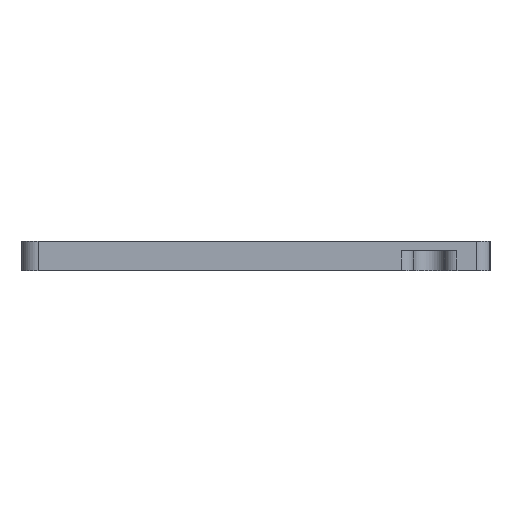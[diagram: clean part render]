
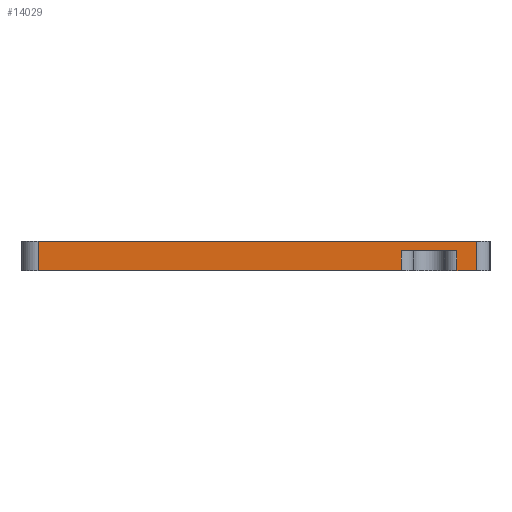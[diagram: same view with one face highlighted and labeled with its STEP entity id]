
A CAD part, left-side view. The second image highlights one B-rep face of the part: STEP entity #14029.
In plain terms, the highlighted planar face has unit normal (-1, 0, 0).
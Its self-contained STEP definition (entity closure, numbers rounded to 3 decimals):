
#90=PLANE('',#14780);
#417=FACE_OUTER_BOUND('',#1152,.T.);
#1152=EDGE_LOOP('',(#9219,#9220,#9221,#9222,#9223,#9224,#9225,#9226));
#1961=LINE('',#20832,#3343);
#1963=LINE('',#20838,#3345);
#1964=LINE('',#20840,#3346);
#1965=LINE('',#20842,#3347);
#1966=LINE('',#20844,#3348);
#1967=LINE('',#20846,#3349);
#1968=LINE('',#20848,#3350);
#1969=LINE('',#20849,#3351);
#3343=VECTOR('',#16338,10.);
#3345=VECTOR('',#16344,10.);
#3346=VECTOR('',#16345,10.);
#3347=VECTOR('',#16346,10.);
#3348=VECTOR('',#16347,10.);
#3349=VECTOR('',#16348,10.);
#3350=VECTOR('',#16349,10.);
#3351=VECTOR('',#16350,10.);
#5546=VERTEX_POINT('',#20829);
#5547=VERTEX_POINT('',#20831);
#5549=VERTEX_POINT('',#20837);
#5550=VERTEX_POINT('',#20839);
#5551=VERTEX_POINT('',#20841);
#5552=VERTEX_POINT('',#20843);
#5553=VERTEX_POINT('',#20845);
#5554=VERTEX_POINT('',#20847);
#7014=EDGE_CURVE('',#5546,#5547,#1961,.T.);
#7017=EDGE_CURVE('',#5549,#5547,#1963,.T.);
#7018=EDGE_CURVE('',#5546,#5550,#1964,.T.);
#7019=EDGE_CURVE('',#5550,#5551,#1965,.T.);
#7020=EDGE_CURVE('',#5552,#5551,#1966,.T.);
#7021=EDGE_CURVE('',#5553,#5552,#1967,.T.);
#7022=EDGE_CURVE('',#5553,#5554,#1968,.T.);
#7023=EDGE_CURVE('',#5549,#5554,#1969,.T.);
#9219=ORIENTED_EDGE('',*,*,#7017,.T.);
#9220=ORIENTED_EDGE('',*,*,#7014,.F.);
#9221=ORIENTED_EDGE('',*,*,#7018,.T.);
#9222=ORIENTED_EDGE('',*,*,#7019,.T.);
#9223=ORIENTED_EDGE('',*,*,#7020,.F.);
#9224=ORIENTED_EDGE('',*,*,#7021,.F.);
#9225=ORIENTED_EDGE('',*,*,#7022,.T.);
#9226=ORIENTED_EDGE('',*,*,#7023,.F.);
#14029=ADVANCED_FACE('',(#417),#90,.T.);
#14780=AXIS2_PLACEMENT_3D('',#20836,#16342,#16343);
#16338=DIRECTION('',(0.,0.,1.));
#16342=DIRECTION('center_axis',(-1.,0.,0.));
#16343=DIRECTION('ref_axis',(0.,-1.,0.));
#16344=DIRECTION('',(0.,-1.,0.));
#16345=DIRECTION('',(0.,-1.,0.));
#16346=DIRECTION('',(0.,0.,1.));
#16347=DIRECTION('',(0.,-1.,0.));
#16348=DIRECTION('',(0.,0.,1.));
#16349=DIRECTION('',(0.,-1.,0.));
#16350=DIRECTION('',(0.,0.,-1.));
#20829=CARTESIAN_POINT('',(15.404,16.09,0.));
#20831=CARTESIAN_POINT('',(15.404,16.09,3.25));
#20832=CARTESIAN_POINT('',(15.404,16.09,0.));
#20836=CARTESIAN_POINT('Origin',(15.404,84.499,0.));
#20837=CARTESIAN_POINT('',(15.404,25.19,3.25));
#20838=CARTESIAN_POINT('',(15.404,52.57,3.25));
#20839=CARTESIAN_POINT('',(15.404,12.949,0.));
#20840=CARTESIAN_POINT('',(15.404,84.499,0.));
#20841=CARTESIAN_POINT('',(15.404,12.949,4.75));
#20842=CARTESIAN_POINT('',(15.404,12.949,0.));
#20843=CARTESIAN_POINT('',(15.404,84.499,4.75));
#20844=CARTESIAN_POINT('',(15.404,84.499,4.75));
#20845=CARTESIAN_POINT('',(15.404,84.499,0.));
#20846=CARTESIAN_POINT('',(15.404,84.499,0.));
#20847=CARTESIAN_POINT('',(15.404,25.19,0.));
#20848=CARTESIAN_POINT('',(15.404,84.499,0.));
#20849=CARTESIAN_POINT('',(15.404,25.19,0.));
